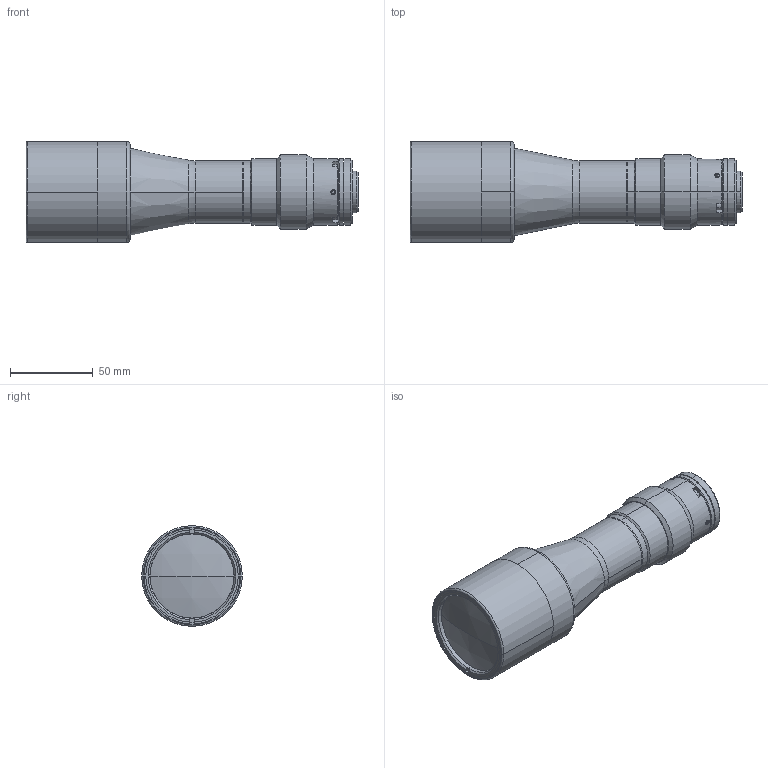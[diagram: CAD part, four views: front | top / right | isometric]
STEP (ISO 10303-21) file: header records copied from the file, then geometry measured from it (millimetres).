
FILE_DESCRIPTION (( 'STEP AP203' ), '1' );
FILE_NAME ('DP71390_TC2MHR036-C.step', '2021-10-01T13:29:11', ( '' ), ( '' ), 'SwSTEP 2.0', 'SolidWorks 2021', '' );
FILE_SCHEMA (( 'CONFIG_CONTROL_DESIGN' ));
Length unit declared in the file: millimetre
Products named in the file (1): DP71390_TC2MHR036-C
Bounding box: 201.15 x 61 x 61 mm (x, y, z)
Surface area: 45669.7 mm2 (no closed solid volume)
Topology: 0 solids, 16 shells, 128 faces, 358 edges, 248 vertices
Faces by surface type: plane 52, cylinder 36, cone 28, torus 10, sphere 2
Entity records: 4362 total; most frequent: CARTESIAN_POINT 897, DIRECTION 781, ORIENTED_EDGE 583, EDGE_CURVE 358, AXIS2_PLACEMENT_3D 316, VERTEX_POINT 248, CIRCLE 187, EDGE_LOOP 160
